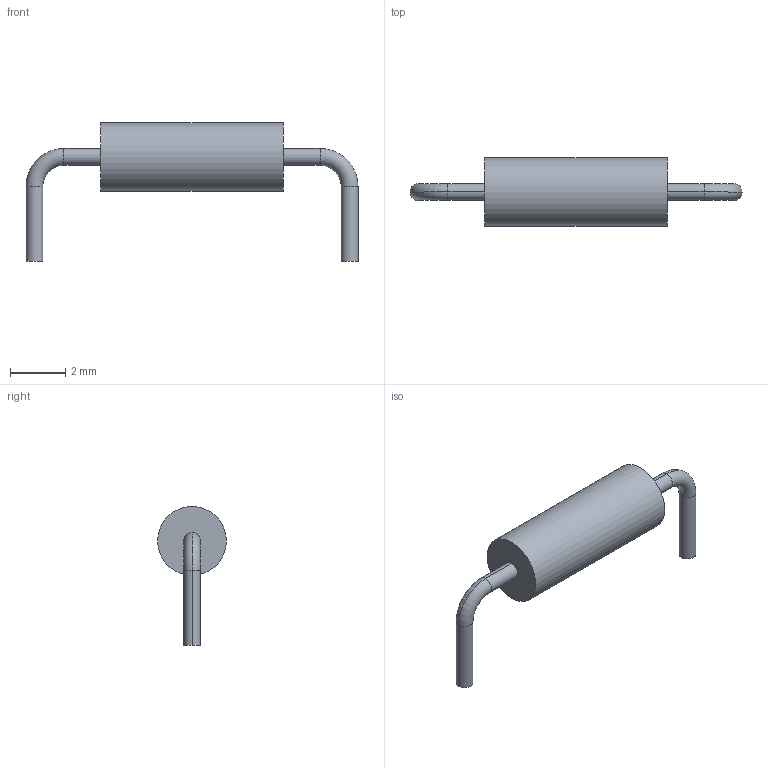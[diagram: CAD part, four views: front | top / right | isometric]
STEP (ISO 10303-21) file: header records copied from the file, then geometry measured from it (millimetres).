
FILE_DESCRIPTION(('STEP AP214'),'1');
FILE_NAME('RES_TYCO_YR1_TYC','2024-10-24T06:58:16',(''),(''),'','','');
FILE_SCHEMA(('AUTOMOTIVE_DESIGN'));
Length unit declared in the file: millimetre
Products named in the file (1): product
Bounding box: 12.01 x 2.49 x 5.03 mm (x, y, z)
Volume: 35.5 mm3; surface area: 84.5 mm2
Topology: 3 solids, 3 shells, 19 faces, 31 edges, 18 vertices
Faces by surface type: cylinder 9, plane 6, torus 4
Full cylindrical faces by diameter (mm): 2.489 x1
Entity records: 607 total; most frequent: DIRECTION 94, ORIENTED_EDGE 60, CARTESIAN_POINT 51, AXIS2_PLACEMENT_3D 43, EDGE_CURVE 30, CIRCLE 22, EDGE_LOOP 20, ADVANCED_FACE 19
